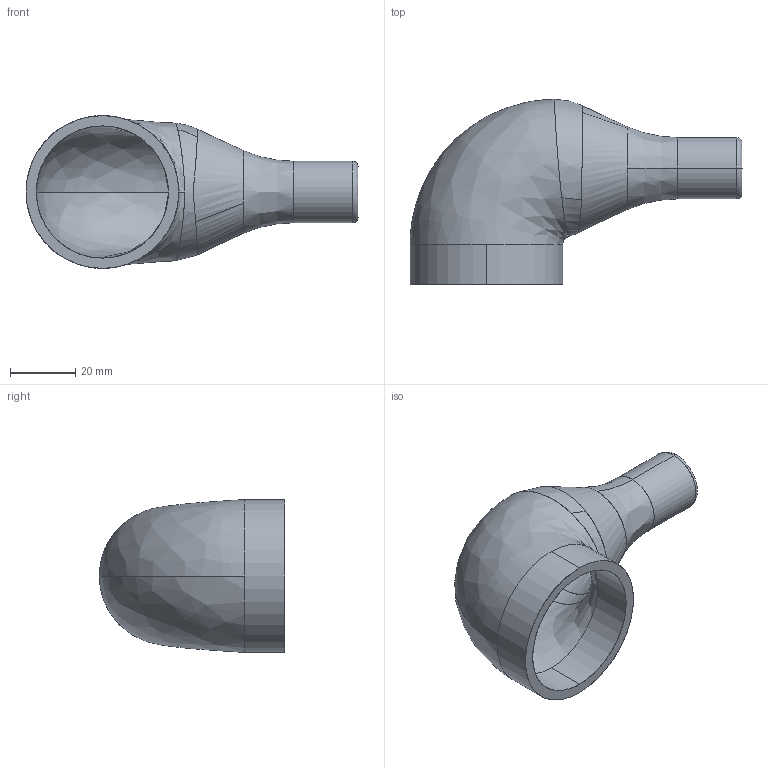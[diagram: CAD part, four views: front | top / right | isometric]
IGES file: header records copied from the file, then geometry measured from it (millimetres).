
Start section: SolidWorks IGES file using analytic representation for surfaces
Global section: file name: NU4R.IGS; native system: SolidWorks 2013; preprocessor: SolidWorks 2013; author: office; date: 150225.133337; units: inch
Bounding box: 102.11 x 57.02 x 46.99 mm (x, y, z)
Surface area: 21933 mm2 (no closed solid volume)
Topology: 0 solids, 0 shells, 27 faces, 528 edges, 528 vertices
Faces by surface type: bspline 19, revolution 8
